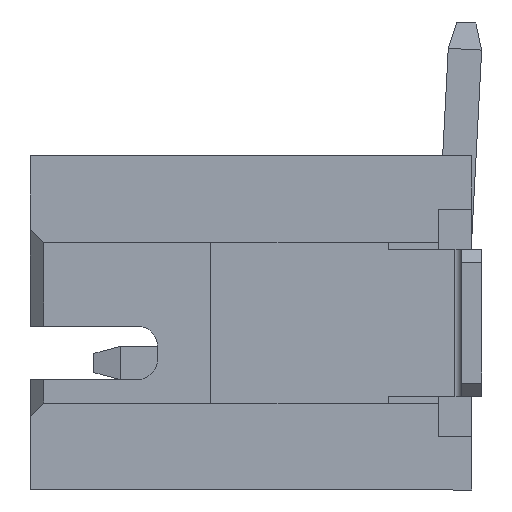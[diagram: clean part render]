
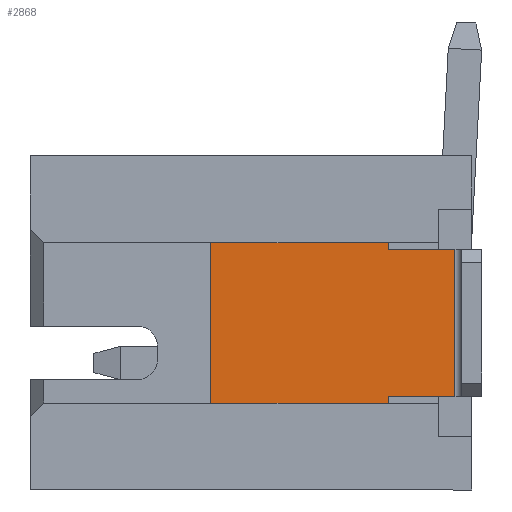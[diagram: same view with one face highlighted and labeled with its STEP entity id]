
A CAD part, left-side view. The second image highlights one B-rep face of the part: STEP entity #2868.
In plain terms, the highlighted planar face has unit normal (-1, 0, 0).
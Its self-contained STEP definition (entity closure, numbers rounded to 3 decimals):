
#9 = LINE ( 'NONE', #8197, #1427 ) ;
#325 = ORIENTED_EDGE ( 'NONE', *, *, #533, .T. ) ;
#533 = EDGE_CURVE ( 'NONE', #3500, #2791, #4064, .T. ) ;
#556 = VECTOR ( 'NONE', #3860, 1000. ) ;
#790 = VERTEX_POINT ( 'NONE', #7648 ) ;
#897 = DIRECTION ( 'NONE',  ( 0., 0.707, 0.707 ) ) ;
#968 = CARTESIAN_POINT ( 'NONE',  ( -5.35, 1.6, -3.95 ) ) ;
#976 = LINE ( 'NONE', #4558, #556 ) ;
#1291 = ORIENTED_EDGE ( 'NONE', *, *, #5577, .T. ) ;
#1413 = ORIENTED_EDGE ( 'NONE', *, *, #4901, .T. ) ;
#1427 = VECTOR ( 'NONE', #4304, 1000. ) ;
#1557 = VECTOR ( 'NONE', #7936, 1000. ) ;
#1572 = EDGE_CURVE ( 'NONE', #6082, #2112, #8408, .T. ) ;
#1728 = LINE ( 'NONE', #2493, #1929 ) ;
#1852 = EDGE_CURVE ( 'NONE', #790, #3500, #976, .T. ) ;
#1873 = CARTESIAN_POINT ( 'NONE',  ( -5.35, 4.05, -2.25 ) ) ;
#1896 = CARTESIAN_POINT ( 'NONE',  ( -5.35, 1.6, -3.95 ) ) ;
#1929 = VECTOR ( 'NONE', #2638, 1000. ) ;
#1986 = CARTESIAN_POINT ( 'NONE',  ( -5.35, 1.4, -0.75 ) ) ;
#2072 = VERTEX_POINT ( 'NONE', #5122 ) ;
#2112 = VERTEX_POINT ( 'NONE', #6399 ) ;
#2493 = CARTESIAN_POINT ( 'NONE',  ( -5.35, 0.15, -1.15 ) ) ;
#2638 = DIRECTION ( 'NONE',  ( 0., 1., 0. ) ) ;
#2640 = AXIS2_PLACEMENT_3D ( 'NONE', #3975, #3349, #4039 ) ;
#2791 = VERTEX_POINT ( 'NONE', #6450 ) ;
#2805 = VERTEX_POINT ( 'NONE', #7153 ) ;
#2829 = EDGE_CURVE ( 'NONE', #7727, #2805, #4650, .T. ) ;
#2831 = ORIENTED_EDGE ( 'NONE', *, *, #1852, .T. ) ;
#2868 = ADVANCED_FACE ( 'NONE', ( #7589 ), #7987, .T. ) ;
#2901 = VECTOR ( 'NONE', #5797, 1000. ) ;
#3011 = VERTEX_POINT ( 'NONE', #3525 ) ;
#3159 = ORIENTED_EDGE ( 'NONE', *, *, #7185, .T. ) ;
#3191 = ORIENTED_EDGE ( 'NONE', *, *, #5969, .T. ) ;
#3251 = EDGE_CURVE ( 'NONE', #2112, #3011, #6863, .T. ) ;
#3303 = ORIENTED_EDGE ( 'NONE', *, *, #1572, .T. ) ;
#3349 = DIRECTION ( 'NONE',  ( -1., 0., 0. ) ) ;
#3500 = VERTEX_POINT ( 'NONE', #6002 ) ;
#3525 = CARTESIAN_POINT ( 'NONE',  ( -5.35, 1.4, -3.35 ) ) ;
#3860 = DIRECTION ( 'NONE',  ( 0., 1., 0. ) ) ;
#3975 = CARTESIAN_POINT ( 'NONE',  ( -5.35, 0.15, -2.25 ) ) ;
#4008 = LINE ( 'NONE', #6027, #1557 ) ;
#4039 = DIRECTION ( 'NONE',  ( 0., 0., 1. ) ) ;
#4064 = LINE ( 'NONE', #1873, #4687 ) ;
#4135 = CARTESIAN_POINT ( 'NONE',  ( -5.35, 0.4, -3.35 ) ) ;
#4304 = DIRECTION ( 'NONE',  ( 0., -1., 0. ) ) ;
#4417 = VECTOR ( 'NONE', #5257, 1000. ) ;
#4558 = CARTESIAN_POINT ( 'NONE',  ( -5.35, 0.15, -0.55 ) ) ;
#4639 = EDGE_LOOP ( 'NONE', ( #1413, #2831, #325, #1291, #3303, #7566, #3191, #6940, #6390, #3159 ) ) ;
#4650 = LINE ( 'NONE', #6475, #2901 ) ;
#4687 = VECTOR ( 'NONE', #5774, 1000. ) ;
#4901 = EDGE_CURVE ( 'NONE', #5788, #790, #4910, .T. ) ;
#4910 = LINE ( 'NONE', #7473, #7545 ) ;
#5122 = CARTESIAN_POINT ( 'NONE',  ( -5.35, 1.4, -1.15 ) ) ;
#5135 = LINE ( 'NONE', #8025, #7784 ) ;
#5257 = DIRECTION ( 'NONE',  ( 0., 0., 1. ) ) ;
#5277 = EDGE_CURVE ( 'NONE', #2805, #2072, #1728, .T. ) ;
#5577 = EDGE_CURVE ( 'NONE', #2791, #6082, #9, .T. ) ;
#5774 = DIRECTION ( 'NONE',  ( 0., 0., -1. ) ) ;
#5788 = VERTEX_POINT ( 'NONE', #1986 ) ;
#5797 = DIRECTION ( 'NONE',  ( 0., 0., 1. ) ) ;
#5969 = EDGE_CURVE ( 'NONE', #3011, #7727, #5135, .T. ) ;
#6002 = CARTESIAN_POINT ( 'NONE',  ( -5.35, 4.05, -0.55 ) ) ;
#6027 = CARTESIAN_POINT ( 'NONE',  ( -5.35, 1.4, -2.25 ) ) ;
#6082 = VERTEX_POINT ( 'NONE', #968 ) ;
#6390 = ORIENTED_EDGE ( 'NONE', *, *, #5277, .T. ) ;
#6399 = CARTESIAN_POINT ( 'NONE',  ( -5.35, 1.4, -3.75 ) ) ;
#6450 = CARTESIAN_POINT ( 'NONE',  ( -5.35, 4.05, -3.95 ) ) ;
#6475 = CARTESIAN_POINT ( 'NONE',  ( -5.35, 0.4, -2.25 ) ) ;
#6775 = DIRECTION ( 'NONE',  ( 0., -1., 0. ) ) ;
#6863 = LINE ( 'NONE', #6875, #4417 ) ;
#6875 = CARTESIAN_POINT ( 'NONE',  ( -5.35, 1.4, -2.25 ) ) ;
#6940 = ORIENTED_EDGE ( 'NONE', *, *, #2829, .T. ) ;
#7055 = DIRECTION ( 'NONE',  ( 0., -0.707, 0.707 ) ) ;
#7153 = CARTESIAN_POINT ( 'NONE',  ( -5.35, 0.4, -1.15 ) ) ;
#7185 = EDGE_CURVE ( 'NONE', #2072, #5788, #4008, .T. ) ;
#7473 = CARTESIAN_POINT ( 'NONE',  ( -5.35, 1.4, -0.75 ) ) ;
#7545 = VECTOR ( 'NONE', #897, 1000. ) ;
#7566 = ORIENTED_EDGE ( 'NONE', *, *, #3251, .T. ) ;
#7589 = FACE_OUTER_BOUND ( 'NONE', #4639, .T. ) ;
#7648 = CARTESIAN_POINT ( 'NONE',  ( -5.35, 1.6, -0.55 ) ) ;
#7727 = VERTEX_POINT ( 'NONE', #4135 ) ;
#7784 = VECTOR ( 'NONE', #6775, 1000. ) ;
#7936 = DIRECTION ( 'NONE',  ( 0., 0., 1. ) ) ;
#7987 = PLANE ( 'NONE',  #2640 ) ;
#8025 = CARTESIAN_POINT ( 'NONE',  ( -5.35, 0.15, -3.35 ) ) ;
#8197 = CARTESIAN_POINT ( 'NONE',  ( -5.35, 0.15, -3.95 ) ) ;
#8307 = VECTOR ( 'NONE', #7055, 1000. ) ;
#8408 = LINE ( 'NONE', #1896, #8307 ) ;
